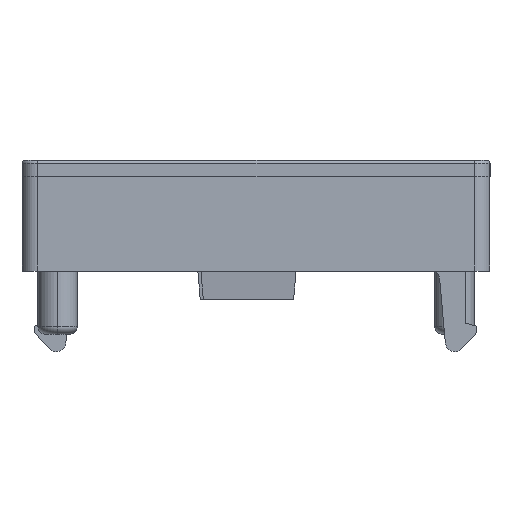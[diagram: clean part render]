
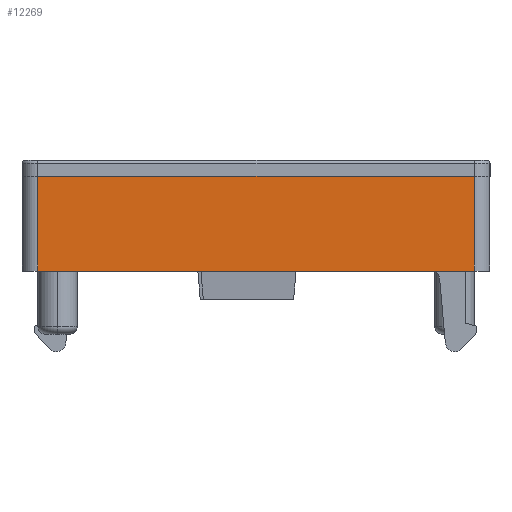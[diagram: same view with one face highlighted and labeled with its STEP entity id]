
A CAD part, left-side view. The second image highlights one B-rep face of the part: STEP entity #12269.
In plain terms, the highlighted planar face has unit normal (-1, 0, 0).
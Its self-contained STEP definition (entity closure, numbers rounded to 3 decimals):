
#98 = LINE ( 'NONE', #9230, #13239 ) ;
#497 = CARTESIAN_POINT ( 'NONE',  ( -17.369, -12.495, 5.08 ) ) ;
#947 = DIRECTION ( 'NONE',  ( 0., 0., 1. ) ) ;
#988 = EDGE_CURVE ( 'NONE', #11811, #14403, #13772, .T. ) ;
#1354 = VERTEX_POINT ( 'NONE', #14661 ) ;
#1994 = EDGE_CURVE ( 'NONE', #1354, #14403, #2412, .T. ) ;
#2011 = VECTOR ( 'NONE', #8122, 1000. ) ;
#2412 = LINE ( 'NONE', #4799, #9171 ) ;
#2572 = EDGE_CURVE ( 'NONE', #4647, #1354, #98, .T. ) ;
#3229 = CARTESIAN_POINT ( 'NONE',  ( -17.369, -12.495, -0.92 ) ) ;
#4128 = DIRECTION ( 'NONE',  ( 0., 1., 0. ) ) ;
#4647 = VERTEX_POINT ( 'NONE', #13732 ) ;
#4799 = CARTESIAN_POINT ( 'NONE',  ( -17.369, 15.105, 5.08 ) ) ;
#4940 = ORIENTED_EDGE ( 'NONE', *, *, #988, .F. ) ;
#5792 = DIRECTION ( 'NONE',  ( 0., 1., 0. ) ) ;
#5990 = FACE_OUTER_BOUND ( 'NONE', #12454, .T. ) ;
#6603 = CARTESIAN_POINT ( 'NONE',  ( -17.369, -12.495, -0.92 ) ) ;
#8024 = AXIS2_PLACEMENT_3D ( 'NONE', #16175, #8560, #947 ) ;
#8122 = DIRECTION ( 'NONE',  ( 0., 0., -1. ) ) ;
#8560 = DIRECTION ( 'NONE',  ( -1., 0., 0. ) ) ;
#8898 = ORIENTED_EDGE ( 'NONE', *, *, #2572, .T. ) ;
#9171 = VECTOR ( 'NONE', #14914, 1000. ) ;
#9230 = CARTESIAN_POINT ( 'NONE',  ( -17.369, -12.495, 5.08 ) ) ;
#10003 = CARTESIAN_POINT ( 'NONE',  ( -17.369, 15.105, -0.92 ) ) ;
#10357 = VECTOR ( 'NONE', #5792, 1000. ) ;
#10478 = ORIENTED_EDGE ( 'NONE', *, *, #11281, .F. ) ;
#11064 = PLANE ( 'NONE',  #8024 ) ;
#11281 = EDGE_CURVE ( 'NONE', #4647, #11811, #15167, .T. ) ;
#11811 = VERTEX_POINT ( 'NONE', #6603 ) ;
#12269 = ADVANCED_FACE ( 'NONE', ( #5990 ), #11064, .T. ) ;
#12454 = EDGE_LOOP ( 'NONE', ( #4940, #10478, #8898, #14850 ) ) ;
#13239 = VECTOR ( 'NONE', #4128, 1000. ) ;
#13732 = CARTESIAN_POINT ( 'NONE',  ( -17.369, -12.495, 5.08 ) ) ;
#13772 = LINE ( 'NONE', #3229, #10357 ) ;
#14403 = VERTEX_POINT ( 'NONE', #10003 ) ;
#14661 = CARTESIAN_POINT ( 'NONE',  ( -17.369, 15.105, 5.08 ) ) ;
#14850 = ORIENTED_EDGE ( 'NONE', *, *, #1994, .T. ) ;
#14914 = DIRECTION ( 'NONE',  ( 0., 0., -1. ) ) ;
#15167 = LINE ( 'NONE', #497, #2011 ) ;
#16175 = CARTESIAN_POINT ( 'NONE',  ( -17.369, -12.495, 5.08 ) ) ;
